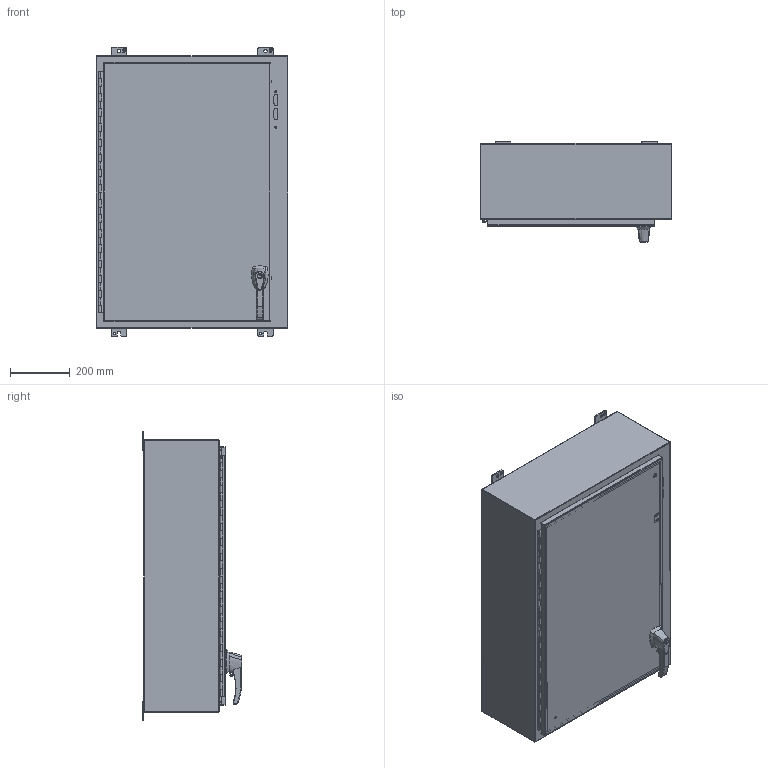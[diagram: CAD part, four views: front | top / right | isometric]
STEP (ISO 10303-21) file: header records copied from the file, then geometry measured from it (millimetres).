
FILE_DESCRIPTION (( 'STEP AP214' ), '1' );
FILE_NAME ('1447SF10HK.STEP', '2019-11-11T18:24:24', ( '' ), ( '' ), 'SwSTEP 2.0', 'SolidWorks 2019', '' );
FILE_SCHEMA (( 'AUTOMOTIVE_DESIGN' ));
Length unit declared in the file: millimetre
Products named in the file (1): 1447SF10HK
Bounding box: 644.53 x 334.7 x 971.54 mm (x, y, z)
Volume: 5575134.7 mm3; surface area: 5554845.2 mm2
Topology: 55 solids, 56 shells, 1279 faces, 3180 edges, 2048 vertices
Faces by surface type: plane 787, cylinder 369, bspline 62, cone 29, torus 16, sphere 16
Full cylindrical faces by diameter (mm): 3.967 x2, 4.394 x2, 4.47 x4, 4.572 x2, 4.763 x1, 4.775 x2, 4.976 x1, 5.461 x2, 5.893 x1, 5.918 x1, 6.35 x11, 6.502 x1, 6.731 x2, 7.137 x4, 7.805 x4, 7.937 x4, 7.938 x2, 8.001 x1, 8.128 x1, 8.255 x1, 8.382 x6, 8.484 x1, 8.89 x1, 9.525 x11, 10.008 x1, 10.211 x2, 10.49 x2, 11.049 x1, 11.112 x2, 11.113 x2
Entity records: 75751 total; most frequent: CARTESIAN_POINT 32786, ORIENTED_EDGE 5966, DIRECTION 5930, EDGE_CURVE 2983, VERTEX_POINT 2028, VECTOR 1982, LINE 1982, AXIS2_PLACEMENT_3D 1974
